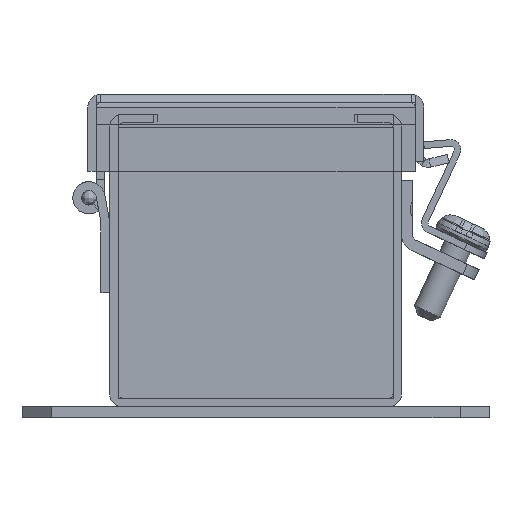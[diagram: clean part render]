
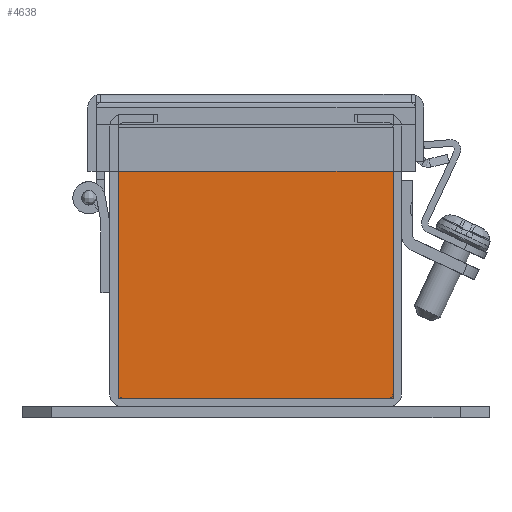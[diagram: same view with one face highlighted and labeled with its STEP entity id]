
A CAD part, left-side view. The second image highlights one B-rep face of the part: STEP entity #4638.
In plain terms, the highlighted planar face has unit normal (-1, 0, 0).
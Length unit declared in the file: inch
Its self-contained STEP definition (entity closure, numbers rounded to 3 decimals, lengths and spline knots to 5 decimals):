
#8 = VERTEX_POINT ( 'NONE', #7335 ) ;
#1215 = VERTEX_POINT ( 'NONE', #10639 ) ;
#1351 = DIRECTION ( 'NONE',  ( 0., 0., -1. ) ) ;
#1597 = CARTESIAN_POINT ( 'NONE',  ( -35.997, -1.178, 0.072 ) ) ;
#3744 = VECTOR ( 'NONE', #11301, 39.37008 ) ;
#4444 = CARTESIAN_POINT ( 'NONE',  ( -35.997, -1.178, 2.392 ) ) ;
#4638 = ADVANCED_FACE ( 'NONE', ( #15963 ), #21637, .F. ) ;
#5207 = EDGE_LOOP ( 'NONE', ( #20022, #17861, #20355, #15554 ) ) ;
#5632 = LINE ( 'NONE', #18432, #3744 ) ;
#6679 = LINE ( 'NONE', #1597, #8408 ) ;
#7335 = CARTESIAN_POINT ( 'NONE',  ( -35.997, 1.178, 2.392 ) ) ;
#7417 = VERTEX_POINT ( 'NONE', #4444 ) ;
#8408 = VECTOR ( 'NONE', #1351, 39.37008 ) ;
#10639 = CARTESIAN_POINT ( 'NONE',  ( -35.997, -1.178, 0.072 ) ) ;
#11301 = DIRECTION ( 'NONE',  ( 0., -1., 0. ) ) ;
#11647 = EDGE_CURVE ( 'NONE', #7417, #1215, #6679, .T. ) ;
#11661 = CARTESIAN_POINT ( 'NONE',  ( -35.997, 1.178, 0.072 ) ) ;
#12465 = CARTESIAN_POINT ( 'NONE',  ( -35.997, 1.178, 0.072 ) ) ;
#12646 = VERTEX_POINT ( 'NONE', #21068 ) ;
#13119 = LINE ( 'NONE', #11661, #15336 ) ;
#13398 = CARTESIAN_POINT ( 'NONE',  ( -35.997, 1.178, 0.072 ) ) ;
#14225 = EDGE_CURVE ( 'NONE', #12646, #8, #22462, .T. ) ;
#14931 = EDGE_CURVE ( 'NONE', #1215, #12646, #13119, .T. ) ;
#15336 = VECTOR ( 'NONE', #19140, 39.37008 ) ;
#15554 = ORIENTED_EDGE ( 'NONE', *, *, #11647, .F. ) ;
#15963 = FACE_OUTER_BOUND ( 'NONE', #5207, .T. ) ;
#16040 = EDGE_CURVE ( 'NONE', #8, #7417, #5632, .T. ) ;
#16107 = VECTOR ( 'NONE', #20659, 39.37008 ) ;
#16201 = DIRECTION ( 'NONE',  ( 1., 0., 0. ) ) ;
#17861 = ORIENTED_EDGE ( 'NONE', *, *, #14225, .F. ) ;
#18432 = CARTESIAN_POINT ( 'NONE',  ( -35.997, 1.178, 2.392 ) ) ;
#19140 = DIRECTION ( 'NONE',  ( 0., 1., 0. ) ) ;
#20022 = ORIENTED_EDGE ( 'NONE', *, *, #16040, .F. ) ;
#20292 = AXIS2_PLACEMENT_3D ( 'NONE', #12465, #16201, #23568 ) ;
#20355 = ORIENTED_EDGE ( 'NONE', *, *, #14931, .F. ) ;
#20659 = DIRECTION ( 'NONE',  ( 0., 0., 1. ) ) ;
#21068 = CARTESIAN_POINT ( 'NONE',  ( -35.997, 1.178, 0.072 ) ) ;
#21637 = PLANE ( 'NONE',  #20292 ) ;
#22462 = LINE ( 'NONE', #13398, #16107 ) ;
#23568 = DIRECTION ( 'NONE',  ( 0., 0., 1. ) ) ;
